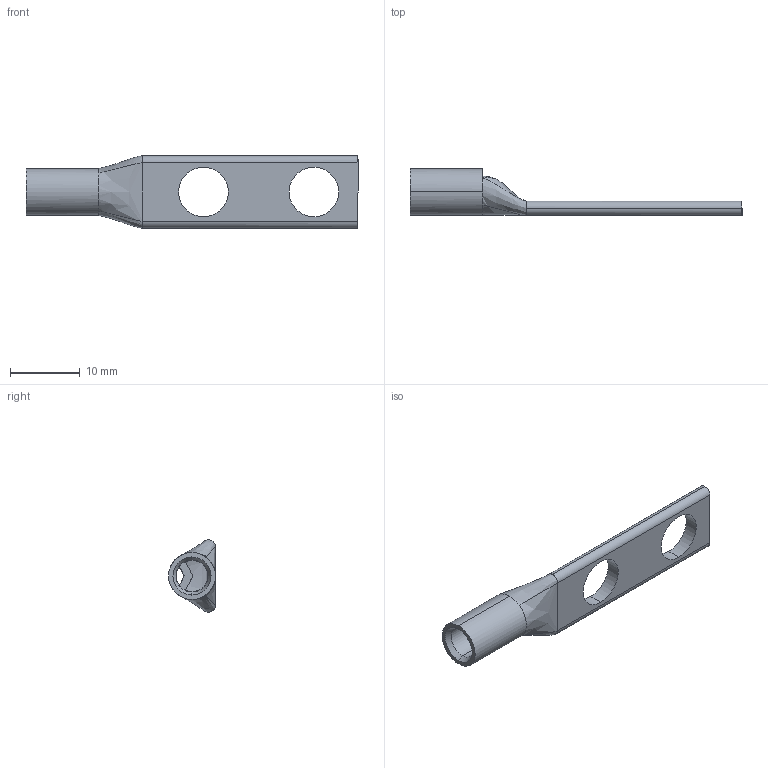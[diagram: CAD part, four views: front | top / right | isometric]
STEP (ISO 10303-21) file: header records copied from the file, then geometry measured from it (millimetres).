
FILE_DESCRIPTION (( 'STEP AP203' ), '1' );
FILE_NAME ('BLU-8D-2TC14-1.step', '2024-09-09T18:03:24', ( '' ), ( '' ), 'SwSTEP 2.0', 'SolidWorks 2023', '' );
FILE_SCHEMA (( 'CONFIG_CONTROL_DESIGN' ));
Length unit declared in the file: inch
Products named in the file (1): BLU-8D-2TC14-1
Bounding box: 47.75 x 6.73 x 10.41 mm (x, y, z)
Volume: 779.2 mm3; surface area: 1316.9 mm2
Topology: 1 solids, 1 shells, 41 faces, 109 edges, 69 vertices
Faces by surface type: bspline 15, cylinder 13, plane 11, cone 2
Entity records: 1953 total; most frequent: CARTESIAN_POINT 981, ORIENTED_EDGE 218, DIRECTION 133, EDGE_CURVE 109, VERTEX_POINT 69, B_SPLINE_CURVE_WITH_KNOTS 52, AXIS2_PLACEMENT_3D 49, EDGE_LOOP 46
